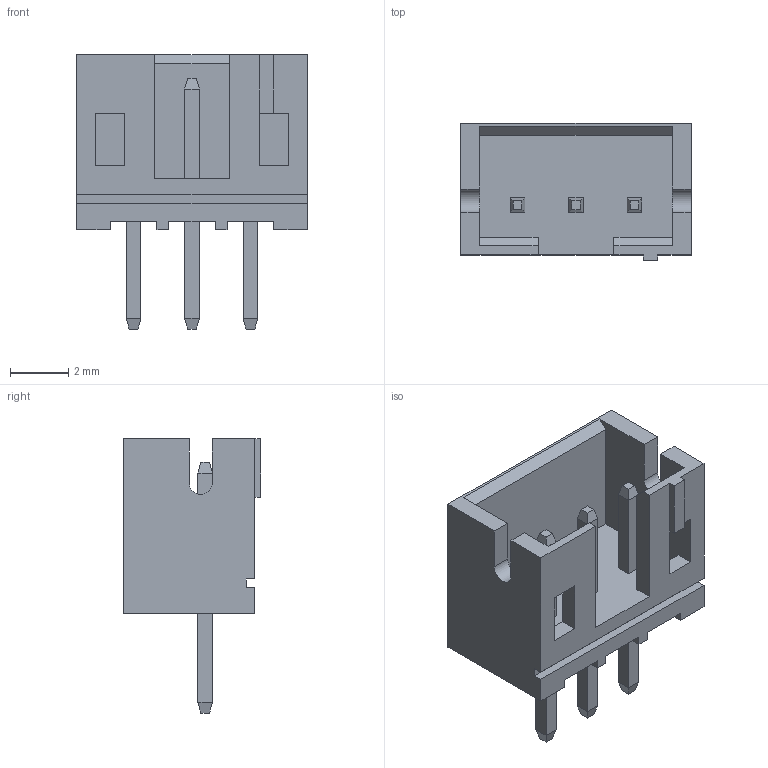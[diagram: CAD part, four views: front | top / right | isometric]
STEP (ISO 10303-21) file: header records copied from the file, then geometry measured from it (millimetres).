
FILE_DESCRIPTION(('STEP AP214'), '1');
FILE_NAME('BxB-PH-K-S', '', ('UNSPECIFIED'), ('UNSPECIFIED'), 'ASCON STEP Converter 1.6', 'ASCON Math Kernel', '');
FILE_SCHEMA(('AUTOMOTIVE_DESIGN { 1 0 10303 214 3 1 1}'));
Length unit declared in the file: millimetre
Bounding box: 7.9 x 4.7 x 9.4 mm (x, y, z)
Volume: 102.1 mm3; surface area: 337.1 mm2
Topology: 1 solids, 1 shells, 104 faces, 272 edges, 173 vertices
Faces by surface type: plane 102, cylinder 2
Entity records: 3980 total; most frequent: CARTESIAN_POINT 550, ORIENTED_EDGE 544, DIRECTION 486, EDGE_CURVE 272, LINE 268, VECTOR 268, VERTEX_POINT 173, FACE_BOUND 111
